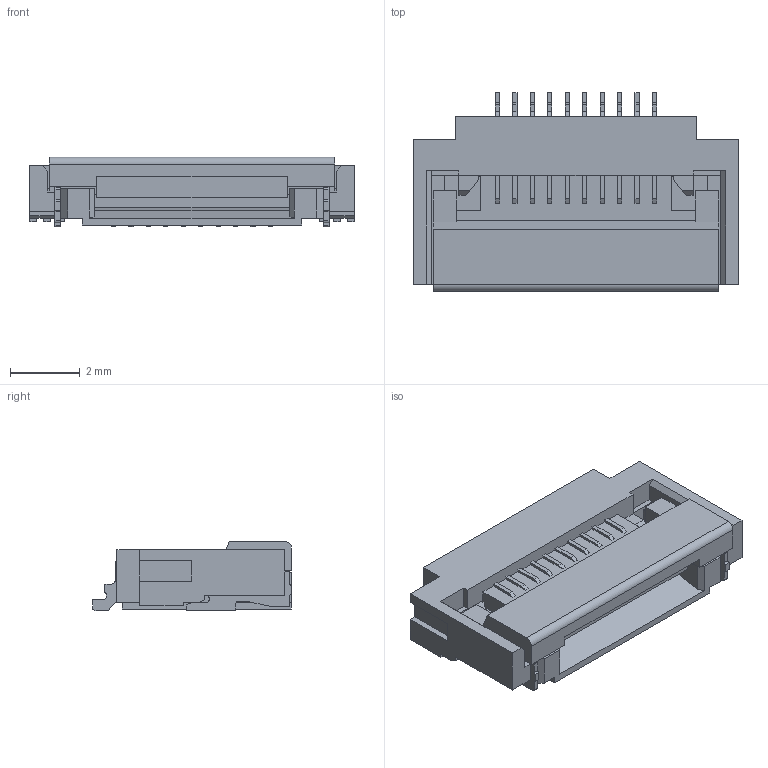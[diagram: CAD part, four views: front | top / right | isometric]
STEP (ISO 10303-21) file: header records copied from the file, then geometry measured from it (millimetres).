
FILE_DESCRIPTION(('CoCreate Modeling STEP Export'),'2;1');
FILE_NAME('FH52-10S-0.5SH.stp','2012-04-02T 7:48:44',(''),(''),'CoCreate Modeling STEP processor for AP214 (Solid Model)','CoCreate Modeling 17.0 01-Apr-2010 (C) Parametric Technology GmbH','');
FILE_SCHEMA(('AUTOMOTIVE_DESIGN { 1 0 10303 214 1 1 1 1 }'));
Length unit declared in the file: millimetre
Products named in the file (1): FH52-10S-0.5SH
Bounding box: 9.3 x 5.7 x 2 mm (x, y, z)
Volume: 56.8 mm3; surface area: 250.2 mm2
Topology: 1 solids, 1 shells, 432 faces, 1288 edges, 856 vertices
Faces by surface type: plane 371, cylinder 61
Entity records: 14156 total; most frequent: ORIENTED_EDGE 2576, CARTESIAN_POINT 2537, DIRECTION 2212, EDGE_CURVE 1288, VECTOR 1150, LINE 1150, VERTEX_POINT 856, AXIS2_PLACEMENT_3D 531
